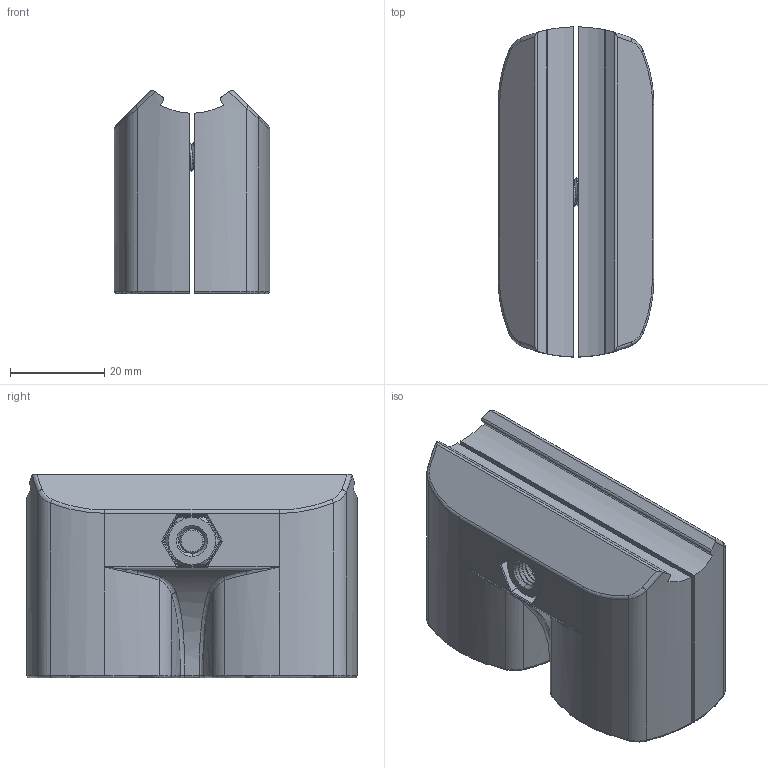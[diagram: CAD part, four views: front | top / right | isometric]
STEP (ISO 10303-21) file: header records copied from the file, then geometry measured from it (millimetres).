
FILE_DESCRIPTION (( 'STEP AP214' ), '1' );
FILE_NAME ('B389 Ò-ñîåäèíèòåëü ïîä 90ãð äëÿ äâîéíîãî ïðîôèëÿ Ô28.STEP', '2024-01-23T10:27:13', ( '' ), ( '' ), 'SwSTEP 2.0', 'SolidWorks 2022', '' );
FILE_SCHEMA (( 'AUTOMOTIVE_DESIGN' ));
Length unit declared in the file: millimetre
Products named in the file (1): B389 Т-соединитель под 90гр для двойного профиля Ф28
Bounding box: 33 x 69.99 x 43.16 mm (x, y, z)
Volume: 41570 mm3; surface area: 23955.4 mm2
Topology: 4 solids, 4 shells, 469 faces, 1264 edges, 811 vertices
Faces by surface type: cylinder 198, plane 150, bspline 74, cone 27, torus 20
Entity records: 28449 total; most frequent: CARTESIAN_POINT 12316, ORIENTED_EDGE 2528, DIRECTION 1944, EDGE_CURVE 1264, VERTEX_POINT 811, AXIS2_PLACEMENT_3D 702, LINE 540, VECTOR 540
